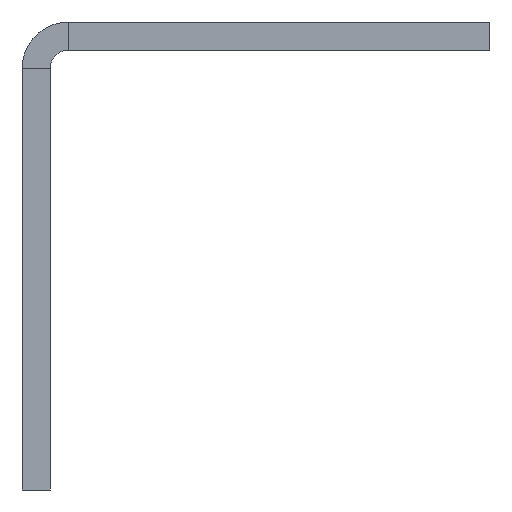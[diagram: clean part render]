
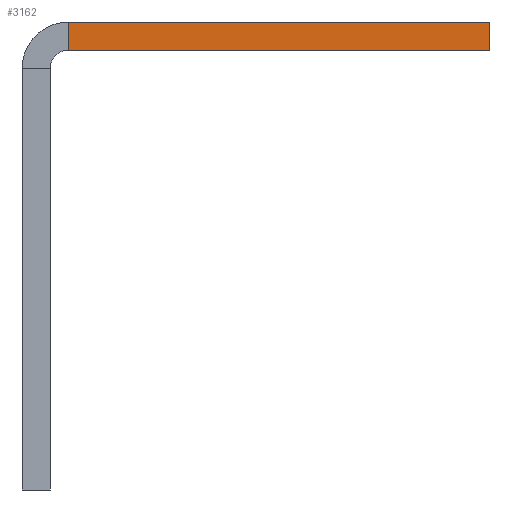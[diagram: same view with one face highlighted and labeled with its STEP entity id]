
A CAD part, left-side view. The second image highlights one B-rep face of the part: STEP entity #3162.
In plain terms, the highlighted planar face has unit normal (-1, 0, 0).
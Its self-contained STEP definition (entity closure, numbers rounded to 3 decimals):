
#42 = VERTEX_POINT ( 'NONE', #3394 ) ;
#248 = DIRECTION ( 'NONE',  ( -1., 0., 0. ) ) ;
#600 = ORIENTED_EDGE ( 'NONE', *, *, #4812, .T. ) ;
#681 = ORIENTED_EDGE ( 'NONE', *, *, #2047, .T. ) ;
#701 = DIRECTION ( 'NONE',  ( 0., -1., 0. ) ) ;
#734 = VECTOR ( 'NONE', #5438, 1000. ) ;
#917 = EDGE_CURVE ( 'NONE', #1185, #42, #3674, .T. ) ;
#1067 = CARTESIAN_POINT ( 'NONE',  ( -242.5, -2.5, -1.5 ) ) ;
#1159 = PLANE ( 'NONE',  #2918 ) ;
#1185 = VERTEX_POINT ( 'NONE', #5193 ) ;
#2047 = EDGE_CURVE ( 'NONE', #1185, #2080, #5385, .T. ) ;
#2080 = VERTEX_POINT ( 'NONE', #1067 ) ;
#2105 = DIRECTION ( 'NONE',  ( 0., 0., -1. ) ) ;
#2185 = DIRECTION ( 'NONE',  ( 0., 0., 1. ) ) ;
#2315 = LINE ( 'NONE', #5468, #3691 ) ;
#2548 = CARTESIAN_POINT ( 'NONE',  ( -242.5, 0., 0. ) ) ;
#2918 = AXIS2_PLACEMENT_3D ( 'NONE', #6219, #248, #2185 ) ;
#3073 = CARTESIAN_POINT ( 'NONE',  ( -242.5, -2.5, 0. ) ) ;
#3162 = ADVANCED_FACE ( 'NONE', ( #4185 ), #1159, .T. ) ;
#3394 = CARTESIAN_POINT ( 'NONE',  ( -242.5, -25., 0. ) ) ;
#3477 = EDGE_LOOP ( 'NONE', ( #4370, #681, #600, #3755 ) ) ;
#3674 = LINE ( 'NONE', #2548, #734 ) ;
#3691 = VECTOR ( 'NONE', #4884, 1000. ) ;
#3755 = ORIENTED_EDGE ( 'NONE', *, *, #5345, .T. ) ;
#4047 = VERTEX_POINT ( 'NONE', #4652 ) ;
#4185 = FACE_OUTER_BOUND ( 'NONE', #3477, .T. ) ;
#4370 = ORIENTED_EDGE ( 'NONE', *, *, #917, .F. ) ;
#4652 = CARTESIAN_POINT ( 'NONE',  ( -242.5, -25., -1.5 ) ) ;
#4812 = EDGE_CURVE ( 'NONE', #2080, #4047, #5352, .T. ) ;
#4884 = DIRECTION ( 'NONE',  ( 0., 0., 1. ) ) ;
#4901 = VECTOR ( 'NONE', #2105, 1000. ) ;
#5059 = CARTESIAN_POINT ( 'NONE',  ( -242.5, 0., -1.5 ) ) ;
#5193 = CARTESIAN_POINT ( 'NONE',  ( -242.5, -2.5, 0. ) ) ;
#5345 = EDGE_CURVE ( 'NONE', #4047, #42, #2315, .T. ) ;
#5352 = LINE ( 'NONE', #5059, #6383 ) ;
#5385 = LINE ( 'NONE', #3073, #4901 ) ;
#5438 = DIRECTION ( 'NONE',  ( 0., -1., 0. ) ) ;
#5468 = CARTESIAN_POINT ( 'NONE',  ( -242.5, -25., -1.5 ) ) ;
#6219 = CARTESIAN_POINT ( 'NONE',  ( -242.5, -1.5, -2.5 ) ) ;
#6383 = VECTOR ( 'NONE', #701, 1000. ) ;
